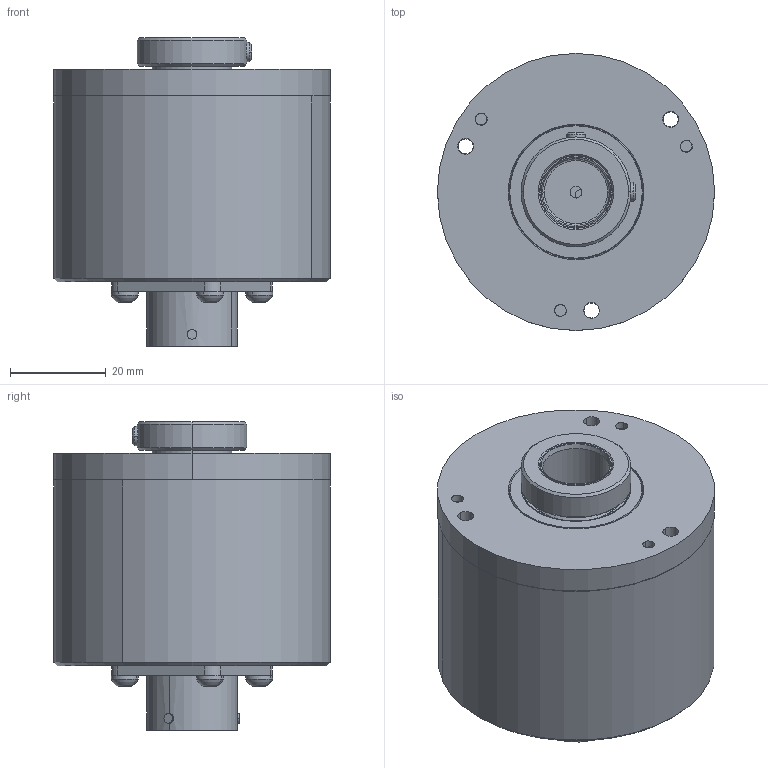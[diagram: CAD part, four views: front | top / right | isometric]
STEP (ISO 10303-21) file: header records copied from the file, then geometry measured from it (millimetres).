
FILE_DESCRIPTION((''),'2;1');
FILE_NAME('531959','2010-10-14T',('se2802'),(''),'PRO/ENGINEER BY PARAMETRIC TECHNOLOGY CORPORATION, 2010180','PRO/ENGINEER BY PARAMETRIC TECHNOLOGY CORPORATION, 2010180','');
FILE_SCHEMA(('CONFIG_CONTROL_DESIGN'));
Length unit declared in the file: millimetre
Products named in the file (1): 531959
Bounding box: 58 x 58 x 64.6 mm (x, y, z)
Volume: 69801.8 mm3; surface area: 41084.2 mm2
Topology: 1 solids, 3 shells, 1087 faces, 3006 edges, 1893 vertices
Faces by surface type: cylinder 493, plane 382, cone 101, torus 93, sphere 16, revolution 2
Entity records: 37358 total; most frequent: CARTESIAN_POINT 8466, DIRECTION 6529, ORIENTED_EDGE 5988, EDGE_CURVE 2994, AXIS2_PLACEMENT_3D 2634, VERTEX_POINT 1894, CIRCLE 1549, VECTOR 1259
